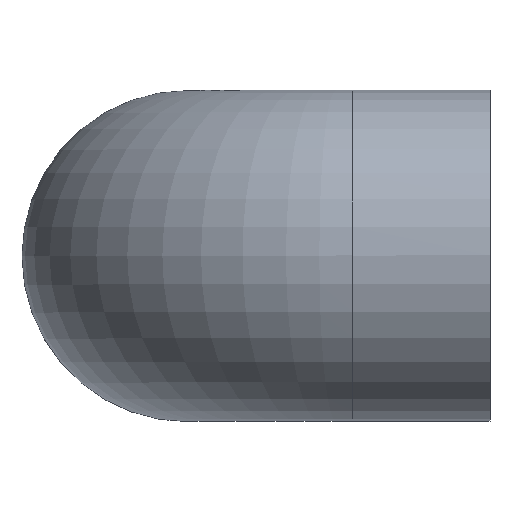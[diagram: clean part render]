
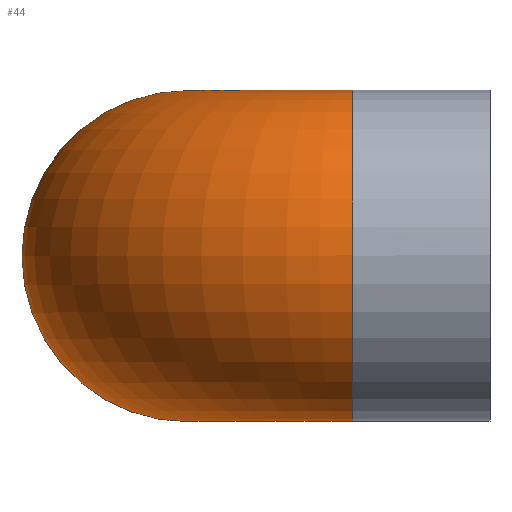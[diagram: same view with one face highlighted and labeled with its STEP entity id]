
A CAD part, top view. The second image highlights one B-rep face of the part: STEP entity #44.
In plain terms, the highlighted toroidal (fillet/blend) face has major radius 21.61 mm and minor radius 21.6 mm.
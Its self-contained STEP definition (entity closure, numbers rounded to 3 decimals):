
#44 = ADVANCED_FACE( '', ( #92, #93 ), #94, .T. );
#92 = FACE_OUTER_BOUND( '', #145, .T. );
#93 = FACE_OUTER_BOUND( '', #146, .T. );
#94 = TOROIDAL_SURFACE( '', #147, 21.61, 21.6 );
#145 = EDGE_LOOP( '', ( #201 ) );
#146 = EDGE_LOOP( '', ( #202, #203 ) );
#147 = AXIS2_PLACEMENT_3D( '', #204, #205, #206 );
#201 = ORIENTED_EDGE( '', *, *, #262, .T. );
#202 = ORIENTED_EDGE( '', *, *, #263, .F. );
#203 = ORIENTED_EDGE( '', *, *, #257, .F. );
#204 = CARTESIAN_POINT( '', ( 21.61, 0., -1.65 ) );
#205 = DIRECTION( '', ( 0., 1., 0. ) );
#206 = DIRECTION( '', ( 0., 0., 1. ) );
#257 = EDGE_CURVE( '', #284, #285, #287, .T. );
#262 = EDGE_CURVE( '', #294, #294, #295, .T. );
#263 = EDGE_CURVE( '', #285, #284, #296, .T. );
#284 = VERTEX_POINT( '', #510 );
#285 = VERTEX_POINT( '', #511 );
#287 = CIRCLE( '', #513, 21.6 );
#294 = VERTEX_POINT( '', #520 );
#295 = CIRCLE( '', #521, 21.6 );
#296 = CIRCLE( '', #522, 21.6 );
#510 = CARTESIAN_POINT( '', ( 21.61, -21.6, 19.98 ) );
#511 = CARTESIAN_POINT( '', ( 21.61, 21.6, 19.98 ) );
#513 = AXIS2_PLACEMENT_3D( '', #543, #544, #545 );
#520 = CARTESIAN_POINT( '', ( 21.6, 0., -1.65 ) );
#521 = AXIS2_PLACEMENT_3D( '', #552, #553, #554 );
#522 = AXIS2_PLACEMENT_3D( '', #555, #556, #557 );
#543 = CARTESIAN_POINT( '', ( 21.61, 0., 19.96 ) );
#544 = DIRECTION( '', ( 1., 0., 0. ) );
#545 = DIRECTION( '', ( 0., 0., -1. ) );
#552 = CARTESIAN_POINT( '', ( 0., 0., -1.65 ) );
#553 = DIRECTION( '', ( 0., 0., 1. ) );
#554 = DIRECTION( '', ( 1., 0., 0. ) );
#555 = CARTESIAN_POINT( '', ( 21.61, 0., 19.96 ) );
#556 = DIRECTION( '', ( 1., 0., 0. ) );
#557 = DIRECTION( '', ( 0., 0., -1. ) );
